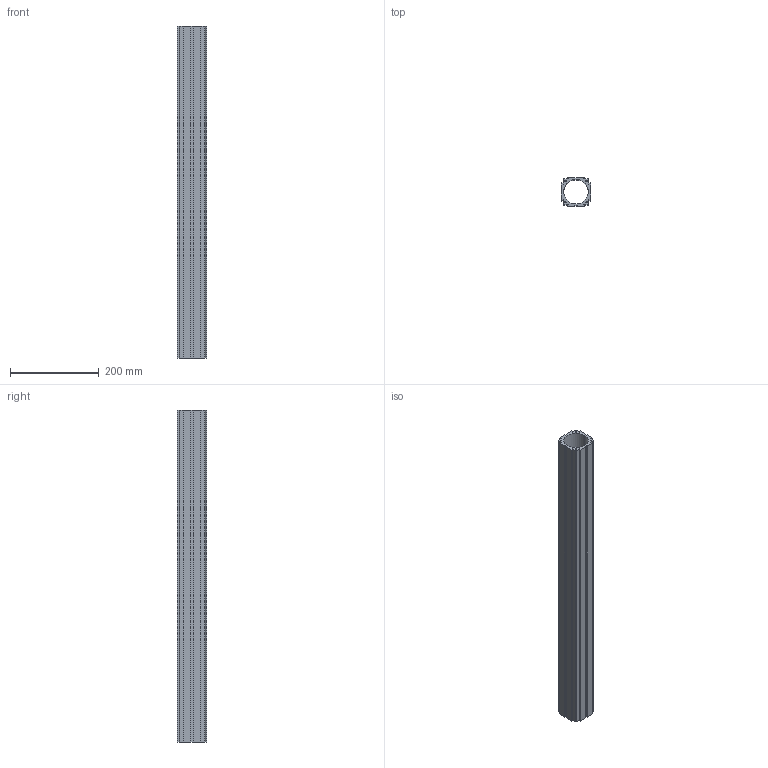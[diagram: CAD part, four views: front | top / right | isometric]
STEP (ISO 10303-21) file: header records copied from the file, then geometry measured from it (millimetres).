
FILE_DESCRIPTION (( 'STEP AP214' ), '1' );
FILE_NAME ('6730-E0W.STEP', '2011-08-12T20:00:49', ( 'Admin' ), ( 'Thorlabs, Inc.' ), 'SwSTEP 2.0', 'SolidWorks 2011', '' );
FILE_SCHEMA (( 'AUTOMOTIVE_DESIGN' ));
Length unit declared in the file: millimetre
Products named in the file (1): 6730-E0W
Bounding box: 66.04 x 66.04 x 750 mm (x, y, z)
Volume: 1168930.1 mm3; surface area: 361383.4 mm2
Topology: 1 solids, 1 shells, 108 faces, 278 edges, 172 vertices
Faces by surface type: plane 58, cylinder 34, cone 16
Entity records: 4376 total; most frequent: DIRECTION 548, CARTESIAN_POINT 543, ORIENTED_EDGE 524, EDGE_CURVE 262, VECTOR 194, LINE 194, AXIS2_PLACEMENT_3D 177, VERTEX_POINT 172
